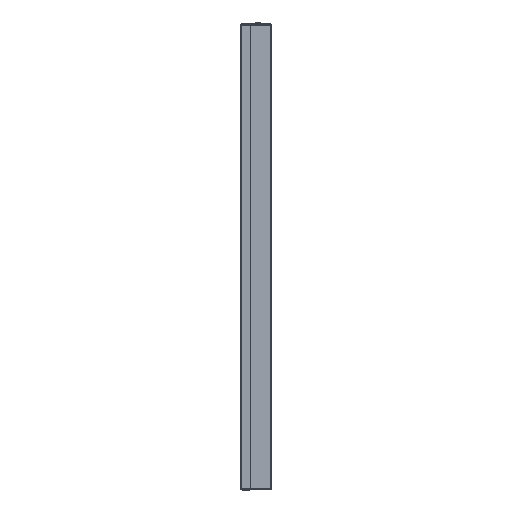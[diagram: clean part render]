
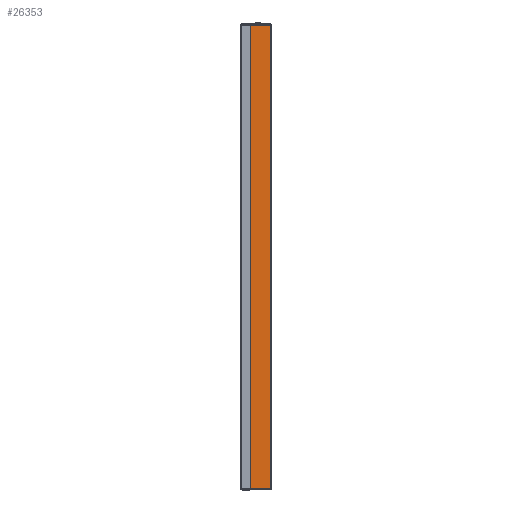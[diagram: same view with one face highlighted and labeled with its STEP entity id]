
A CAD part, left-side view. The second image highlights one B-rep face of the part: STEP entity #26353.
In plain terms, the highlighted planar face has unit normal (-1, 0, 0).
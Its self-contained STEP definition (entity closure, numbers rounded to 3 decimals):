
#2870 = ORIENTED_EDGE ( 'NONE', *, *, #32942, .F. ) ;
#3678 = PLANE ( 'NONE',  #7883 ) ;
#4924 = VERTEX_POINT ( 'NONE', #50098 ) ;
#7883 = AXIS2_PLACEMENT_3D ( 'NONE', #17057, #50639, #13378 ) ;
#8512 = LINE ( 'NONE', #17326, #48980 ) ;
#8802 = EDGE_CURVE ( 'NONE', #43135, #4924, #53479, .T. ) ;
#11946 = CARTESIAN_POINT ( 'NONE',  ( -5.75, 0.3, 354.5 ) ) ;
#12582 = CARTESIAN_POINT ( 'NONE',  ( -5.75, 0., 354.5 ) ) ;
#12866 = ORIENTED_EDGE ( 'NONE', *, *, #25330, .T. ) ;
#13378 = DIRECTION ( 'NONE',  ( 0., 1., 0. ) ) ;
#13478 = VERTEX_POINT ( 'NONE', #42478 ) ;
#13676 = FACE_OUTER_BOUND ( 'NONE', #36305, .T. ) ;
#15553 = VECTOR ( 'NONE', #42707, 1000. ) ;
#16452 = ORIENTED_EDGE ( 'NONE', *, *, #42078, .T. ) ;
#17057 = CARTESIAN_POINT ( 'NONE',  ( -5.75, 0., 354.5 ) ) ;
#17326 = CARTESIAN_POINT ( 'NONE',  ( -5.75, 30.925, 354.5 ) ) ;
#18497 = CARTESIAN_POINT ( 'NONE',  ( -5.75, 30.925, -354.5 ) ) ;
#21872 = DIRECTION ( 'NONE',  ( 0., 0., -1. ) ) ;
#25330 = EDGE_CURVE ( 'NONE', #46182, #43135, #47531, .T. ) ;
#26353 = ADVANCED_FACE ( 'NONE', ( #13676 ), #3678, .F. ) ;
#32942 = EDGE_CURVE ( 'NONE', #13478, #4924, #59857, .T. ) ;
#36233 = VECTOR ( 'NONE', #50438, 1000. ) ;
#36305 = EDGE_LOOP ( 'NONE', ( #12866, #37799, #2870, #16452 ) ) ;
#37799 = ORIENTED_EDGE ( 'NONE', *, *, #8802, .T. ) ;
#42078 = EDGE_CURVE ( 'NONE', #13478, #46182, #8512, .T. ) ;
#42478 = CARTESIAN_POINT ( 'NONE',  ( -5.75, 30.925, 354.5 ) ) ;
#42707 = DIRECTION ( 'NONE',  ( 0., -1., 0. ) ) ;
#43135 = VERTEX_POINT ( 'NONE', #52438 ) ;
#46182 = VERTEX_POINT ( 'NONE', #18497 ) ;
#47232 = CARTESIAN_POINT ( 'NONE',  ( -5.75, 0., -354.5 ) ) ;
#47531 = LINE ( 'NONE', #47232, #15553 ) ;
#48980 = VECTOR ( 'NONE', #21872, 1000. ) ;
#50098 = CARTESIAN_POINT ( 'NONE',  ( -5.75, 0.3, 354.5 ) ) ;
#50438 = DIRECTION ( 'NONE',  ( 0., -1., 0. ) ) ;
#50639 = DIRECTION ( 'NONE',  ( 1., 0., 0. ) ) ;
#50826 = VECTOR ( 'NONE', #58935, 1000. ) ;
#52438 = CARTESIAN_POINT ( 'NONE',  ( -5.75, 0.3, -354.5 ) ) ;
#53479 = LINE ( 'NONE', #11946, #50826 ) ;
#58935 = DIRECTION ( 'NONE',  ( 0., 0., 1. ) ) ;
#59857 = LINE ( 'NONE', #12582, #36233 ) ;
